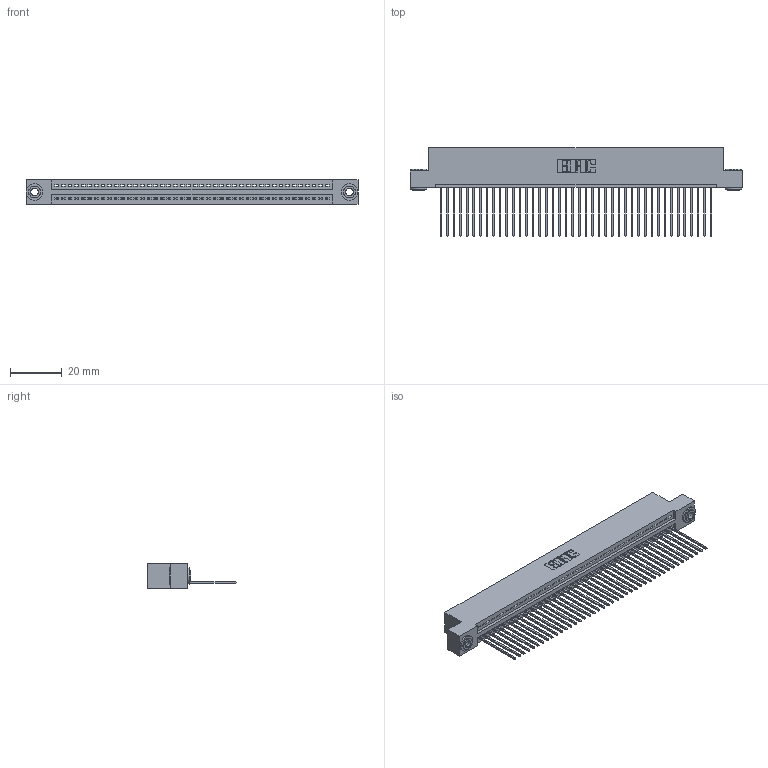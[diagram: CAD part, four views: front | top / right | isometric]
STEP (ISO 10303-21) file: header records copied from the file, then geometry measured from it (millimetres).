
FILE_DESCRIPTION (( 'STEP AP203' ), '1' );
FILE_NAME ('345-042-541-103.STEP', '2019-10-08T14:38:40', ( '' ), ( '' ), 'SwSTEP 2.0', 'SolidWorks 2016', '' );
FILE_SCHEMA (( 'CONFIG_CONTROL_DESIGN' ));
Length unit declared in the file: inch
Products named in the file (4): 345 Part_Flush Mounting Lugs - 0.156 Dia-TH; 345-292-001_345-293-141; 345-042-541-103; 345-250-002_345-250-002-102
Assembly tree (45 placements, depth 2):
  345-042-541-103
    345 Part_Flush Mounting Lugs - 0.156 Dia-TH
    345-292-001_345-293-141  x42
    345-250-002_345-250-002-102  x2
Bounding box: 127.89 x 33.96 x 9.4 mm (x, y, z)
Volume: 12305 mm3; surface area: 17382.2 mm2
Topology: 45 solids, 45 shells, 2600 faces, 7809 edges, 5146 vertices
Faces by surface type: plane 1770, cylinder 822, cone 8
Entity records: 32278 total; most frequent: CARTESIAN_POINT 5569, ORIENTED_EDGE 5538, DIRECTION 4895, EDGE_CURVE 2769, LINE 2445, VECTOR 2445, VERTEX_POINT 1842, AXIS2_PLACEMENT_3D 1225
